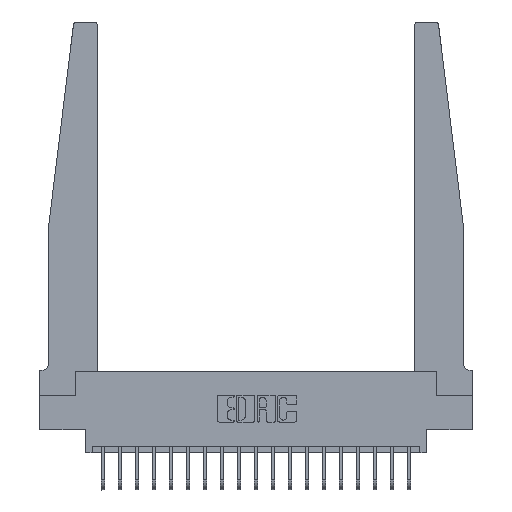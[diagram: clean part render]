
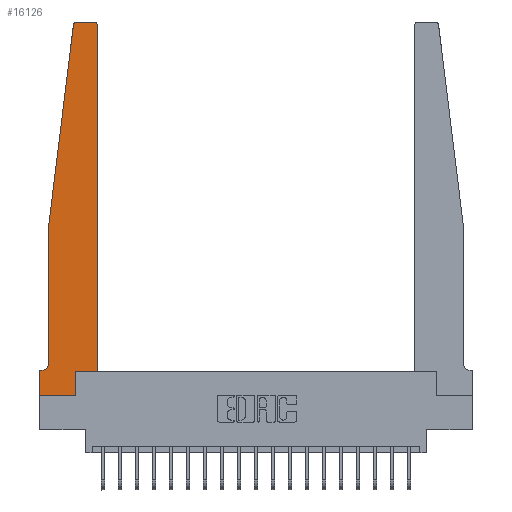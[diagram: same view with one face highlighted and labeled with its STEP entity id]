
A CAD part, top view. The second image highlights one B-rep face of the part: STEP entity #16126.
In plain terms, the highlighted planar face has unit normal (0, 0, 1).
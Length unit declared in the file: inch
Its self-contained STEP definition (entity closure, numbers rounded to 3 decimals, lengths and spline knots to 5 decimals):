
#6 = EDGE_CURVE ( 'NONE', #19734, #12039, #5947, .T. ) ;
#398 = DIRECTION ( 'NONE',  ( 0., 0., -1. ) ) ;
#667 = PLANE ( 'NONE',  #7318 ) ;
#890 = CARTESIAN_POINT ( 'NONE',  ( 0., 0., 0.37 ) ) ;
#1000 = EDGE_CURVE ( 'NONE', #5394, #19734, #17973, .T. ) ;
#1062 = CARTESIAN_POINT ( 'NONE',  ( 0., 0., 0.37 ) ) ;
#1163 = ORIENTED_EDGE ( 'NONE', *, *, #2044, .T. ) ;
#1237 = CARTESIAN_POINT ( 'NONE',  ( 0.27653, 2.72, 0.37 ) ) ;
#1370 = DIRECTION ( 'NONE',  ( -1., 0., 0. ) ) ;
#1380 = VECTOR ( 'NONE', #1370, 39.37008 ) ;
#1494 = DIRECTION ( 'NONE',  ( -1., 0., 0. ) ) ;
#1544 = LINE ( 'NONE', #6477, #14388 ) ;
#2044 = EDGE_CURVE ( 'NONE', #8250, #6017, #18294, .T. ) ;
#2601 = FACE_OUTER_BOUND ( 'NONE', #19646, .T. ) ;
#2868 = DIRECTION ( 'NONE',  ( 1., 0., 0. ) ) ;
#3045 = VECTOR ( 'NONE', #4555, 39.37008 ) ;
#3219 = VECTOR ( 'NONE', #8604, 39.37008 ) ;
#3747 = DIRECTION ( 'NONE',  ( 0., 0., 1. ) ) ;
#3773 = DIRECTION ( 'NONE',  ( 0., 1., 0. ) ) ;
#4172 = EDGE_CURVE ( 'NONE', #12039, #17770, #7405, .T. ) ;
#4246 = LINE ( 'NONE', #10930, #3045 ) ;
#4555 = DIRECTION ( 'NONE',  ( 0., 1., 0. ) ) ;
#4989 = AXIS2_PLACEMENT_3D ( 'NONE', #5691, #13107, #17911 ) ;
#5031 = CARTESIAN_POINT ( 'NONE',  ( 0.015, 0.2375, 0.37 ) ) ;
#5394 = VERTEX_POINT ( 'NONE', #13628 ) ;
#5428 = ORIENTED_EDGE ( 'NONE', *, *, #14964, .T. ) ;
#5451 = DIRECTION ( 'NONE',  ( -0.122, -0.992, 0. ) ) ;
#5648 = ORIENTED_EDGE ( 'NONE', *, *, #5816, .T. ) ;
#5691 = CARTESIAN_POINT ( 'NONE',  ( 0.395, 2.72, 0.37 ) ) ;
#5816 = EDGE_CURVE ( 'NONE', #11860, #5394, #14032, .T. ) ;
#5947 = LINE ( 'NONE', #8737, #14810 ) ;
#6017 = VERTEX_POINT ( 'NONE', #6981 ) ;
#6477 = CARTESIAN_POINT ( 'NONE',  ( 0.425, 0.18, 0.37 ) ) ;
#6511 = CARTESIAN_POINT ( 'NONE',  ( 0.065, 1.25, 0.37 ) ) ;
#6559 = CARTESIAN_POINT ( 'NONE',  ( 0.065, 0.2375, 0.37 ) ) ;
#6981 = CARTESIAN_POINT ( 'NONE',  ( 0.2605, 0., 0.37 ) ) ;
#7137 = CARTESIAN_POINT ( 'NONE',  ( 0., 0.1875, 0.37 ) ) ;
#7318 = AXIS2_PLACEMENT_3D ( 'NONE', #7137, #3747, #13412 ) ;
#7405 = CIRCLE ( 'NONE', #8068, 0.05 ) ;
#7748 = EDGE_CURVE ( 'NONE', #13641, #8250, #8501, .T. ) ;
#7851 = EDGE_CURVE ( 'NONE', #15109, #11860, #16799, .T. ) ;
#7896 = DIRECTION ( 'NONE',  ( -1., 0., 0. ) ) ;
#8068 = AXIS2_PLACEMENT_3D ( 'NONE', #5031, #398, #7896 ) ;
#8118 = AXIS2_PLACEMENT_3D ( 'NONE', #1237, #17142, #2868 ) ;
#8250 = VERTEX_POINT ( 'NONE', #1062 ) ;
#8442 = ORIENTED_EDGE ( 'NONE', *, *, #4172, .T. ) ;
#8501 = LINE ( 'NONE', #890, #3219 ) ;
#8604 = DIRECTION ( 'NONE',  ( 0., -1., 0. ) ) ;
#8737 = CARTESIAN_POINT ( 'NONE',  ( 0.065, 1.25, 0.37 ) ) ;
#8750 = EDGE_CURVE ( 'NONE', #19872, #12448, #1544, .T. ) ;
#9080 = CARTESIAN_POINT ( 'NONE',  ( 0.395, 2.75, 0.37 ) ) ;
#9893 = VECTOR ( 'NONE', #18503, 39.37008 ) ;
#10278 = ORIENTED_EDGE ( 'NONE', *, *, #7748, .T. ) ;
#10582 = CARTESIAN_POINT ( 'NONE',  ( 0.015, 0.1875, 0.37 ) ) ;
#10777 = CARTESIAN_POINT ( 'NONE',  ( 0.27653, 2.75, 0.37 ) ) ;
#10930 = CARTESIAN_POINT ( 'NONE',  ( 0.2605, 0.18, 0.37 ) ) ;
#10999 = CARTESIAN_POINT ( 'NONE',  ( 0.425, 2.72, 0.37 ) ) ;
#11003 = EDGE_CURVE ( 'NONE', #12448, #13199, #16298, .T. ) ;
#11860 = VERTEX_POINT ( 'NONE', #10777 ) ;
#12039 = VERTEX_POINT ( 'NONE', #6559 ) ;
#12264 = LINE ( 'NONE', #19946, #1380 ) ;
#12360 = CARTESIAN_POINT ( 'NONE',  ( 0., 0.1875, 0.37 ) ) ;
#12400 = VECTOR ( 'NONE', #1494, 39.37008 ) ;
#12448 = VERTEX_POINT ( 'NONE', #19151 ) ;
#13107 = DIRECTION ( 'NONE',  ( 0., 0., 1. ) ) ;
#13199 = VERTEX_POINT ( 'NONE', #10999 ) ;
#13412 = DIRECTION ( 'NONE',  ( 1., 0., 0. ) ) ;
#13628 = CARTESIAN_POINT ( 'NONE',  ( 0.24675, 2.72367, 0.37 ) ) ;
#13641 = VERTEX_POINT ( 'NONE', #12360 ) ;
#13991 = DIRECTION ( 'NONE',  ( 1., 0., 0. ) ) ;
#14032 = CIRCLE ( 'NONE', #8118, 0.03 ) ;
#14282 = CARTESIAN_POINT ( 'NONE',  ( 0., 0., 0.37 ) ) ;
#14338 = ORIENTED_EDGE ( 'NONE', *, *, #6, .T. ) ;
#14388 = VECTOR ( 'NONE', #13991, 39.37008 ) ;
#14810 = VECTOR ( 'NONE', #19905, 39.37008 ) ;
#14964 = EDGE_CURVE ( 'NONE', #13199, #15109, #19791, .T. ) ;
#14965 = CARTESIAN_POINT ( 'NONE',  ( 0.2605, 0.18, 0.37 ) ) ;
#15078 = EDGE_CURVE ( 'NONE', #17770, #13641, #12264, .T. ) ;
#15109 = VERTEX_POINT ( 'NONE', #9080 ) ;
#15183 = ORIENTED_EDGE ( 'NONE', *, *, #1000, .T. ) ;
#15364 = CARTESIAN_POINT ( 'NONE',  ( 0.25, 2.75, 0.37 ) ) ;
#15887 = CARTESIAN_POINT ( 'NONE',  ( 0.065, 1.25, 0.37 ) ) ;
#16116 = ORIENTED_EDGE ( 'NONE', *, *, #15078, .T. ) ;
#16126 = ADVANCED_FACE ( 'NONE', ( #2601 ), #667, .T. ) ;
#16222 = EDGE_CURVE ( 'NONE', #6017, #19872, #4246, .T. ) ;
#16298 = LINE ( 'NONE', #17839, #19363 ) ;
#16799 = LINE ( 'NONE', #15364, #12400 ) ;
#16912 = ORIENTED_EDGE ( 'NONE', *, *, #7851, .T. ) ;
#16915 = ORIENTED_EDGE ( 'NONE', *, *, #11003, .T. ) ;
#17142 = DIRECTION ( 'NONE',  ( 0., 0., 1. ) ) ;
#17770 = VERTEX_POINT ( 'NONE', #10582 ) ;
#17839 = CARTESIAN_POINT ( 'NONE',  ( 0.425, 0.18, 0.37 ) ) ;
#17911 = DIRECTION ( 'NONE',  ( 1., 0., 0. ) ) ;
#17973 = LINE ( 'NONE', #6511, #19607 ) ;
#18294 = LINE ( 'NONE', #14282, #9893 ) ;
#18503 = DIRECTION ( 'NONE',  ( 1., 0., 0. ) ) ;
#19034 = ORIENTED_EDGE ( 'NONE', *, *, #8750, .T. ) ;
#19151 = CARTESIAN_POINT ( 'NONE',  ( 0.425, 0.18, 0.37 ) ) ;
#19363 = VECTOR ( 'NONE', #3773, 39.37008 ) ;
#19607 = VECTOR ( 'NONE', #5451, 39.37008 ) ;
#19646 = EDGE_LOOP ( 'NONE', ( #16912, #5648, #15183, #14338, #8442, #16116, #10278, #1163, #19887, #19034, #16915, #5428 ) ) ;
#19734 = VERTEX_POINT ( 'NONE', #15887 ) ;
#19791 = CIRCLE ( 'NONE', #4989, 0.03 ) ;
#19872 = VERTEX_POINT ( 'NONE', #14965 ) ;
#19887 = ORIENTED_EDGE ( 'NONE', *, *, #16222, .T. ) ;
#19905 = DIRECTION ( 'NONE',  ( 0., -1., 0. ) ) ;
#19946 = CARTESIAN_POINT ( 'NONE',  ( 0.065, 0.1875, 0.37 ) ) ;
